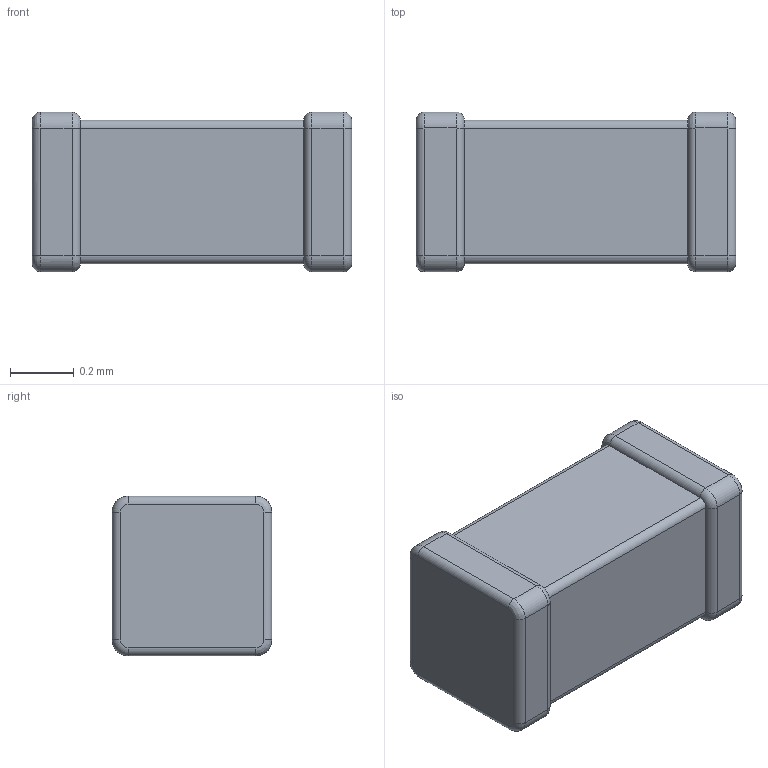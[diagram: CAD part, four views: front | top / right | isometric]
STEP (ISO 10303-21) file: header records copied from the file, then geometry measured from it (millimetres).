
FILE_DESCRIPTION(('FreeCAD Model'),'2;1');
FILE_NAME('Open CASCADE Shape Model','2023-08-01T14:42:31',(''),(''), 'Open CASCADE STEP processor 7.6','FreeCAD','Unknown');
FILE_SCHEMA(('AUTOMOTIVE_DESIGN { 1 0 10303 214 1 1 1 1 }'));
Length unit declared in the file: millimetre
Products named in the file (4): Cap_Ceramic; Dielectric; Terminals; Terminals_Single
Assembly tree (4 placements, depth 3):
  Cap_Ceramic
    Dielectric
    Terminals
      Terminals_Single  x2
Bounding box: 1 x 0.5 x 0.5 mm (x, y, z)
Volume: 0.2 mm3; surface area: 3.1 mm2
Topology: 3 solids, 3 shells, 62 faces, 136 edges, 80 vertices
Faces by surface type: cylinder 28, plane 18, bspline 8, torus 8
Entity records: 2247 total; most frequent: CARTESIAN_POINT 555, DIRECTION 312, LINE 172, VECTOR 172, ORIENTED_EDGE 160, PCURVE 160, DEFINITIONAL_REPRESENTATION 160, EDGE_CURVE 80
